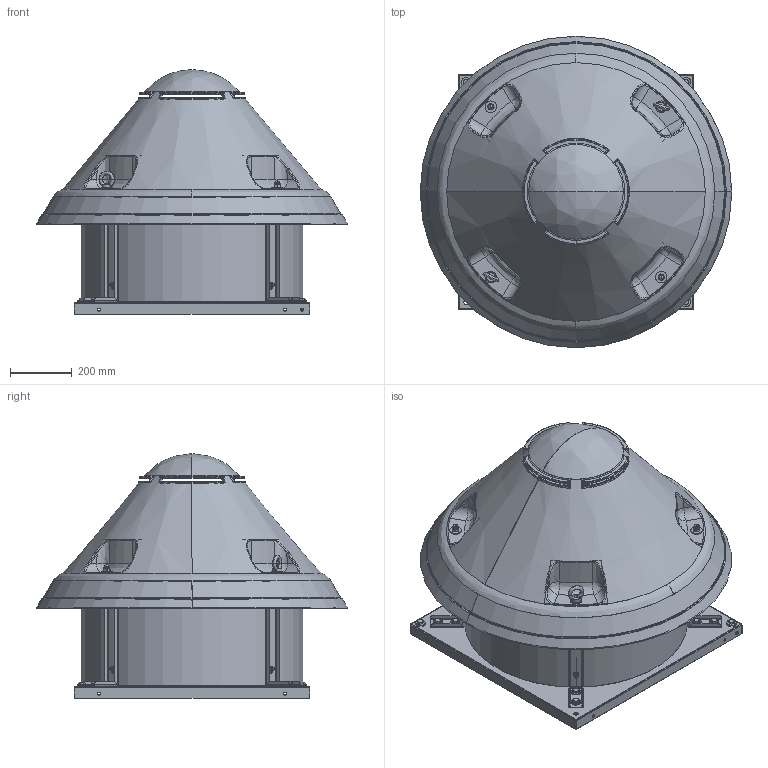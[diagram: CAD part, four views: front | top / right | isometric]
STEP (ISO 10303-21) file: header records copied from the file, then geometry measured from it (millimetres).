
FILE_DESCRIPTION (( 'STEP AP203' ), '1' );
FILE_NAME ('FC-P 504.STEP', '2022-03-09T14:36:34', ( '' ), ( '' ), 'SwSTEP 2.0', 'SolidWorks 2018', '' );
FILE_SCHEMA (( 'CONFIG_CONTROL_DESIGN' ));
Length unit declared in the file: millimetre
Products named in the file (29): D568-5CO1323-CAP-FC50-56.STEP; ISO 4017 TE M10x40 8.8 Z_5VT5020.STEP; DADO CIECO M12 Z_5DA3007.STEP; R743_5RO1005_25x10,5.STEP; DIN6798A M10 Z-Dent_5RO1990.STEP; 5RI1059-RIVETTO-4,8x17,6-ACC-AVIBULB.STEP; I890-5PM2050-Portam-50-56P-Gr80-90.STEP; ISO 4017 TE M10x30 8.8 Z_5VT5124.STEP; FC-P 504; ISO 7089 M12x24 Z_5RO3014.STEP; F716A-5BA5508-Base FC 50P.STEP; I891-5PM2051-Rinf-Port-50-56-63P-Gr80-90.STEP; ISO 4017 TE M6x16 8.8 Z_5VT5117.STEP; ISO 7093 M12x36 Z_5RO3019.STEP; ISO 4032 M12 8 Z_5DA2008.STEP; FC-P 504.STEP; DIN 582 - M12 Z_5GA1000.STEP; RETI FC-P_50.STEP; ISO 4017 TE M12x45 8.8 Z_5VT5043.STEP; ISO 7093 M6x18 Z_5RO3004.STEP; ISO 4032 M10 8 Z_5DA2003.STEP; ISO 7093 M10x30 Z_5RO3016.STEP; I610A-8ST1344-Staffa-FC50P_Default_A macchina_.STEP; 5RO1984_10X16 SP1.STEP; DIN6798A M12 Z-Dent_5RO1992.STEP; ISO 7093 M6x24 Z_5RO3005.STEP; ISO 4017 TE M6x25 8.8 Z_5VT5118.STEP; ISO 4161 M6 8 Z FL_5DA2004.STEP; 5RI1042-Inserto-H-Esag-T-Rid-M6-CHIUSO.STEP
Assembly tree (187 placements, depth 3):
  FC-P 504
    FC-P 504.STEP
      F716A-5BA5508-Base FC 50P.STEP
      RETI FC-P_50.STEP
      I610A-8ST1344-Staffa-FC50P_Default_A macchina_.STEP  x4
      I890-5PM2050-Portam-50-56P-Gr80-90.STEP
      I891-5PM2051-Rinf-Port-50-56-63P-Gr80-90.STEP
      D568-5CO1323-CAP-FC50-56.STEP
      5RI1042-Inserto-H-Esag-T-Rid-M6-CHIUSO.STEP  x6
      ISO 4017 TE M6x16 8.8 Z_5VT5117.STEP  x6
      ISO 7093 M6x24 Z_5RO3005.STEP  x14
      ISO 4017 TE M10x40 8.8 Z_5VT5020.STEP  x8
      ISO 4032 M10 8 Z_5DA2003.STEP  x11
      DIN6798A M10 Z-Dent_5RO1990.STEP  x11
      ISO 7093 M10x30 Z_5RO3016.STEP  x22
      R743_5RO1005_25x10,5.STEP  x16
      5RO1984_10X16 SP1.STEP  x8
      ISO 4017 TE M6x25 8.8 Z_5VT5118.STEP  x8
      ISO 7093 M6x18 Z_5RO3004.STEP  x8
      ISO 4161 M6 8 Z FL_5DA2004.STEP  x8
      5RI1059-RIVETTO-4,8x17,6-ACC-AVIBULB.STEP  x16
      ISO 4017 TE M12x45 8.8 Z_5VT5043.STEP  x4
      ISO 7089 M12x24 Z_5RO3014.STEP  x8
      DIN6798A M12 Z-Dent_5RO1992.STEP  x4
      ISO 4032 M12 8 Z_5DA2008.STEP  x4
      ISO 7093 M12x36 Z_5RO3019.STEP  x8
      DIN 582 - M12 Z_5GA1000.STEP  x2
      DADO CIECO M12 Z_5DA3007.STEP  x2
      ISO 4017 TE M10x30 8.8 Z_5VT5124.STEP  x3
Bounding box: 1005.2 x 1005.2 x 789.5 mm (x, y, z)
Volume: 9651030.8 mm3; surface area: 7093356.7 mm2
Topology: 186 solids, 186 shells, 4744 faces, 12114 edges, 7836 vertices
Faces by surface type: plane 2408, cylinder 1319, cone 709, bspline 192, torus 112, sphere 4
Entity records: 56355 total; most frequent: CARTESIAN_POINT 19424, ORIENTED_EDGE 6244, DIRECTION 6036, EDGE_CURVE 3122, AXIS2_PLACEMENT_3D 2259, VERTEX_POINT 1993, VECTOR 1518, LINE 1518
